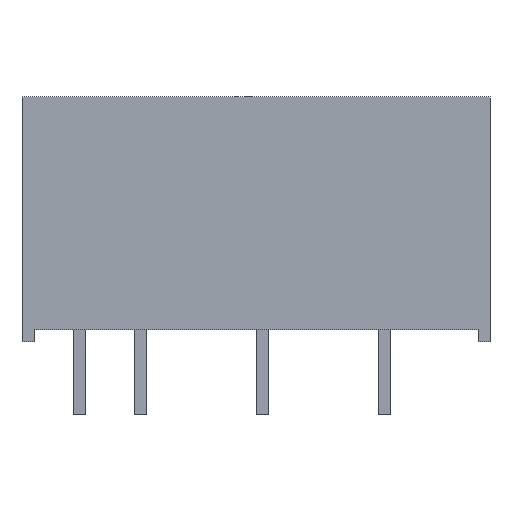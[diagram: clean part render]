
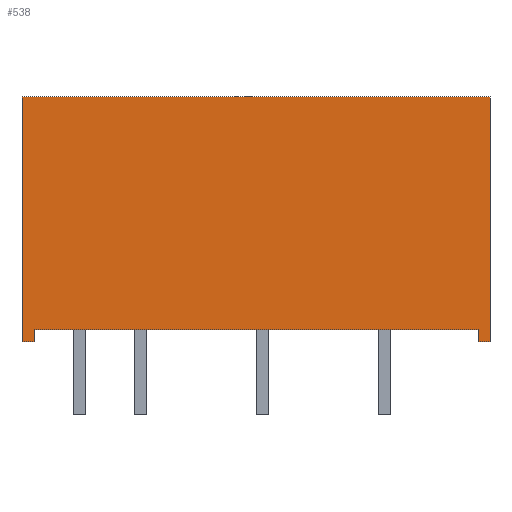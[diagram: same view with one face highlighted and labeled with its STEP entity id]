
A CAD part, front view. The second image highlights one B-rep face of the part: STEP entity #538.
In plain terms, the highlighted planar face has unit normal (0, -1, 0).
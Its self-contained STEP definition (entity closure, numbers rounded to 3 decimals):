
#5=DIRECTION('',(0.,0.,1.));
#6=VECTOR('',#5,0.5);
#7=CARTESIAN_POINT('',(208.774,8.711,-0.5));
#8=LINE('',#7,#6);
#37=DIRECTION('',(-1.,0.,0.));
#38=VECTOR('',#37,0.5);
#39=CARTESIAN_POINT('',(209.274,8.711,-0.5));
#40=LINE('',#39,#38);
#45=DIRECTION('',(-1.,0.,0.));
#46=VECTOR('',#45,19.5);
#47=CARTESIAN_POINT('',(209.274,8.711,9.7));
#48=LINE('',#47,#46);
#49=DIRECTION('',(0.,0.,1.));
#50=VECTOR('',#49,10.2);
#51=CARTESIAN_POINT('',(209.274,8.711,-0.5));
#52=LINE('',#51,#50);
#53=DIRECTION('',(1.,0.,0.));
#54=VECTOR('',#53,18.5);
#55=CARTESIAN_POINT('',(190.274,8.711,0.));
#56=LINE('',#55,#54);
#57=DIRECTION('',(0.,0.,-1.));
#58=VECTOR('',#57,10.2);
#59=CARTESIAN_POINT('',(189.774,8.711,9.7));
#60=LINE('',#59,#58);
#73=DIRECTION('',(0.,0.,-1.));
#74=VECTOR('',#73,0.5);
#75=CARTESIAN_POINT('',(190.274,8.711,0.));
#76=LINE('',#75,#74);
#85=DIRECTION('',(-1.,0.,0.));
#86=VECTOR('',#85,0.5);
#87=CARTESIAN_POINT('',(190.274,8.711,-0.5));
#88=LINE('',#87,#86);
#289=CARTESIAN_POINT('',(208.774,8.711,0.));
#291=VERTEX_POINT('',#289);
#297=CARTESIAN_POINT('',(208.774,8.711,-0.5));
#298=VERTEX_POINT('',#297);
#300=CARTESIAN_POINT('',(190.274,8.711,0.));
#302=VERTEX_POINT('',#300);
#303=CARTESIAN_POINT('',(209.274,8.711,-0.5));
#304=VERTEX_POINT('',#303);
#309=CARTESIAN_POINT('',(190.274,8.711,-0.5));
#310=VERTEX_POINT('',#309);
#317=CARTESIAN_POINT('',(189.774,8.711,-0.5));
#318=VERTEX_POINT('',#317);
#319=CARTESIAN_POINT('',(209.274,8.711,9.7));
#320=VERTEX_POINT('',#319);
#323=CARTESIAN_POINT('',(189.774,8.711,9.7));
#324=VERTEX_POINT('',#323);
#520=CARTESIAN_POINT('',(209.274,8.711,0.));
#521=DIRECTION('',(0.,-1.,0.));
#522=DIRECTION('',(0.,0.,-1.));
#523=AXIS2_PLACEMENT_3D('',#520,#521,#522);
#524=PLANE('',#523);
#525=ORIENTED_EDGE('',*,*,#485,.F.);
#526=ORIENTED_EDGE('',*,*,#502,.F.);
#527=ORIENTED_EDGE('',*,*,#514,.T.);
#528=ORIENTED_EDGE('',*,*,#392,.T.);
#529=ORIENTED_EDGE('',*,*,#411,.F.);
#531=ORIENTED_EDGE('',*,*,#530,.T.);
#533=ORIENTED_EDGE('',*,*,#532,.T.);
#535=ORIENTED_EDGE('',*,*,#534,.F.);
#536=EDGE_LOOP('',(#525,#526,#527,#528,#529,#531,#533,#535));
#537=FACE_OUTER_BOUND('',#536,.F.);
#538=ADVANCED_FACE('',(#537),#524,.T.);
#392=EDGE_CURVE('',#298,#291,#8,.T.);
#411=EDGE_CURVE('',#302,#291,#56,.T.);
#485=EDGE_CURVE('',#320,#324,#48,.T.);
#502=EDGE_CURVE('',#304,#320,#52,.T.);
#514=EDGE_CURVE('',#304,#298,#40,.T.);
#530=EDGE_CURVE('',#302,#310,#76,.T.);
#532=EDGE_CURVE('',#310,#318,#88,.T.);
#534=EDGE_CURVE('',#324,#318,#60,.T.);
